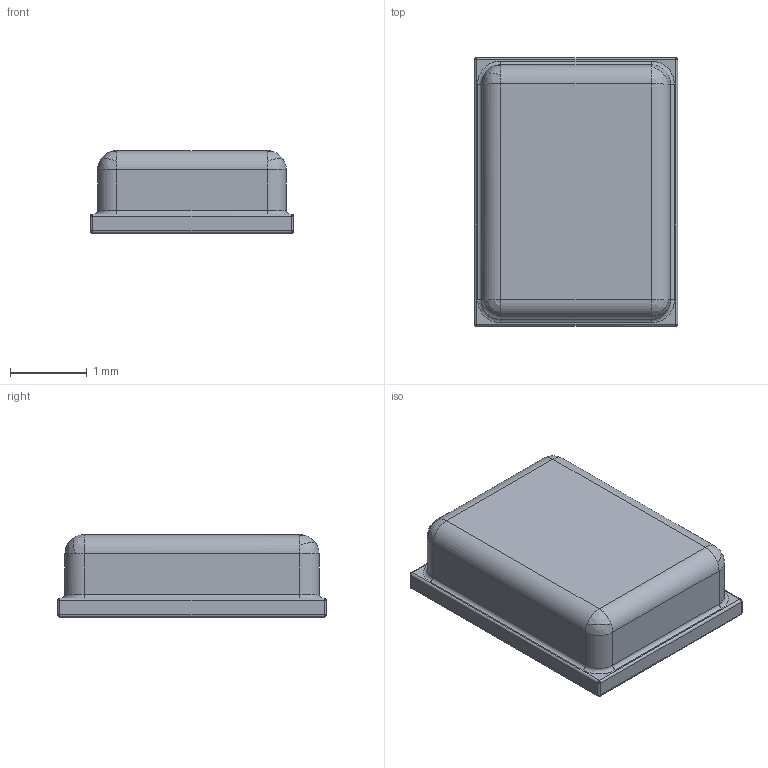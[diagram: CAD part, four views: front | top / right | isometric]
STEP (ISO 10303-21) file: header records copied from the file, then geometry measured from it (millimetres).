
FILE_DESCRIPTION (( 'STEP AP214' ), '1' );
FILE_NAME ('MP23DB01HPTR.STEP', '2024-01-30T10:06:26', ( '' ), ( '' ), 'SwSTEP 2.0', 'SolidWorks 2023', '' );
FILE_SCHEMA (( 'AUTOMOTIVE_DESIGN' ));
Length unit declared in the file: millimetre
Products named in the file (4): PCB; MP23DB01HPTR; Leads; cap
Assembly tree (3 placements, depth 2):
  MP23DB01HPTR
    cap
    Leads
    PCB
Bounding box: 2.65 x 3.5 x 1.08 mm (x, y, z)
Volume: 8.8 mm3; surface area: 52.1 mm2
Topology: 7 solids, 7 shells, 97 faces, 238 edges, 132 vertices
Faces by surface type: plane 39, cylinder 30, bspline 28
Entity records: 4216 total; most frequent: CARTESIAN_POINT 881, DIRECTION 468, ORIENTED_EDGE 428, EDGE_CURVE 214, AXIS2_PLACEMENT_3D 183, VERTEX_POINT 132, CIRCLE 108, UNCERTAINTY_MEASURE_WITH_UNIT 108
